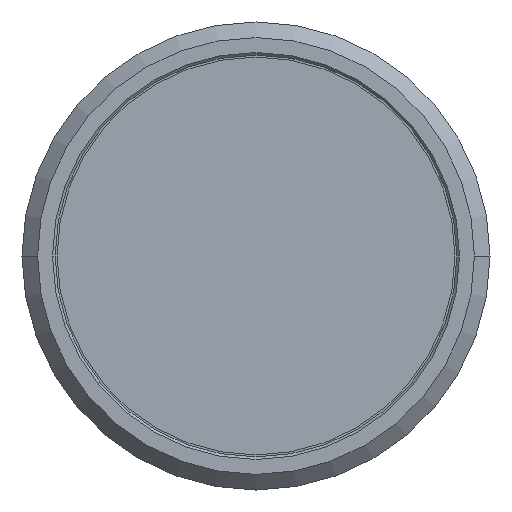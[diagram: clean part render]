
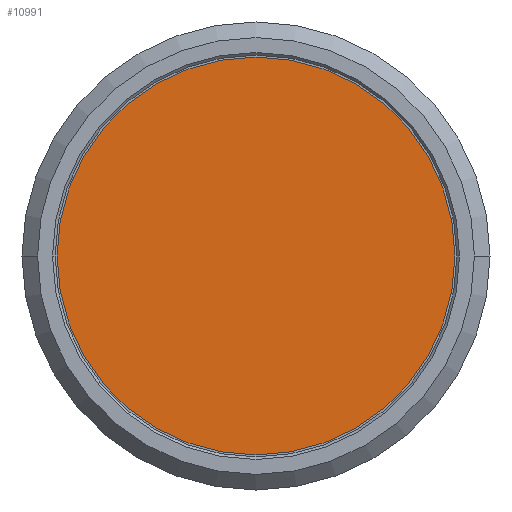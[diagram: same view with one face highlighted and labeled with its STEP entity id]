
A CAD part, front view. The second image highlights one B-rep face of the part: STEP entity #10991.
In plain terms, the highlighted planar face has unit normal (0, -1, 0).
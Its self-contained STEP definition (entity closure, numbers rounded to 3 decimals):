
#3600=CARTESIAN_POINT('',(0.,0.,0.));
#3601=DIRECTION('',(0.,1.,0.));
#3602=DIRECTION('',(1.,0.,0.));
#3603=AXIS2_PLACEMENT_3D('',#3600,#3601,#3602);
#3605=CARTESIAN_POINT('',(0.,0.,0.));
#3606=DIRECTION('',(0.,1.,0.));
#3607=DIRECTION('',(-1.,0.,0.));
#3608=AXIS2_PLACEMENT_3D('',#3605,#3606,#3607);
#3642=CARTESIAN_POINT('',(7.65,0.,0.));
#3643=CARTESIAN_POINT('',(-7.65,0.,0.));
#3644=VERTEX_POINT('',#3642);
#3645=VERTEX_POINT('',#3643);
#10982=CARTESIAN_POINT('',(0.,0.,0.));
#10983=DIRECTION('',(0.,1.,0.));
#10984=DIRECTION('',(1.,0.,0.));
#10985=AXIS2_PLACEMENT_3D('',#10982,#10983,#10984);
#10986=PLANE('',#10985);
#10987=ORIENTED_EDGE('',*,*,#10948,.T.);
#10988=ORIENTED_EDGE('',*,*,#10969,.T.);
#10989=EDGE_LOOP('',(#10987,#10988));
#10990=FACE_OUTER_BOUND('',#10989,.F.);
#10991=ADVANCED_FACE('',(#10990),#10986,.F.);
#3604=CIRCLE('',#3603,7.65);
#3609=CIRCLE('',#3608,7.65);
#10948=EDGE_CURVE('',#3644,#3645,#3604,.T.);
#10969=EDGE_CURVE('',#3645,#3644,#3609,.T.);
